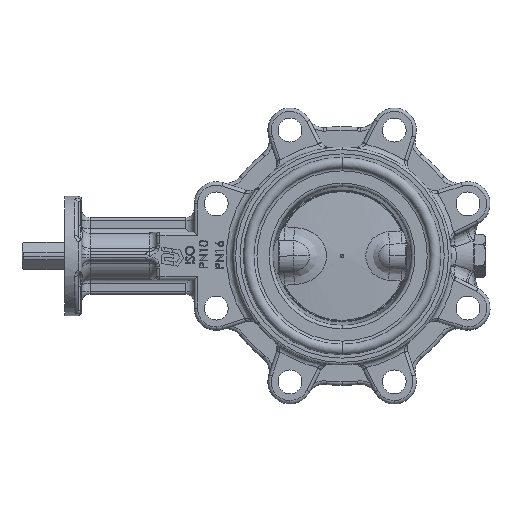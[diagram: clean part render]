
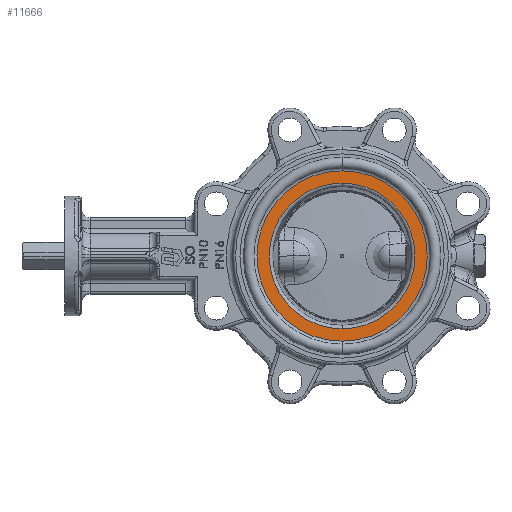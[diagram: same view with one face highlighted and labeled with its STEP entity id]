
A CAD part, left-side view. The second image highlights one B-rep face of the part: STEP entity #11666.
In plain terms, the highlighted planar face has unit normal (-1, 0, 0).
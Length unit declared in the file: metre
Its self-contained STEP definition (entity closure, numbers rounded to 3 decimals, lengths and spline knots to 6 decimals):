
#526 = CARTESIAN_POINT ( 'NONE',  ( -0.023, 0., 0. ) ) ;
#2552 = DIRECTION ( 'NONE',  ( 0., 0., 1. ) ) ;
#2758 = CIRCLE ( 'NONE', #34076, 0.050007 ) ;
#3107 = CIRCLE ( 'NONE', #80832, 0.04279 ) ;
#7166 = CARTESIAN_POINT ( 'NONE',  ( -0.023, 0., -0.050007 ) ) ;
#9109 = DIRECTION ( 'NONE',  ( 0., 0., 1. ) ) ;
#10000 = ORIENTED_EDGE ( 'NONE', *, *, #54539, .F. ) ;
#11666 = ADVANCED_FACE ( 'NONE', ( #25490, #82880 ), #50964, .F. ) ;
#14465 = VERTEX_POINT ( 'NONE', #54215 ) ;
#18015 = VERTEX_POINT ( 'NONE', #22147 ) ;
#19323 = AXIS2_PLACEMENT_3D ( 'NONE', #80088, #23092, #2552 ) ;
#22147 = CARTESIAN_POINT ( 'NONE',  ( -0.023, 0., 0.04279 ) ) ;
#23092 = DIRECTION ( 'NONE',  ( -1., 0., 0. ) ) ;
#25490 = FACE_BOUND ( 'NONE', #42535, .T. ) ;
#26613 = DIRECTION ( 'NONE',  ( -1., 0., 0. ) ) ;
#31166 = CARTESIAN_POINT ( 'NONE',  ( -0.023, 0., 0. ) ) ;
#34076 = AXIS2_PLACEMENT_3D ( 'NONE', #49944, #67424, #9109 ) ;
#34614 = AXIS2_PLACEMENT_3D ( 'NONE', #47504, #78646, #34740 ) ;
#34740 = DIRECTION ( 'NONE',  ( 0., 0., -1. ) ) ;
#34862 = VERTEX_POINT ( 'NONE', #7166 ) ;
#42535 = EDGE_LOOP ( 'NONE', ( #10000, #66777 ) ) ;
#43364 = CARTESIAN_POINT ( 'NONE',  ( -0.023, 0., 0.050007 ) ) ;
#47504 = CARTESIAN_POINT ( 'NONE',  ( -0.023, -0.050007, 0. ) ) ;
#49944 = CARTESIAN_POINT ( 'NONE',  ( -0.023, 0., 0. ) ) ;
#50082 = VERTEX_POINT ( 'NONE', #43364 ) ;
#50664 = DIRECTION ( 'NONE',  ( -1., 0., 0. ) ) ;
#50964 = PLANE ( 'NONE',  #34614 ) ;
#51971 = EDGE_CURVE ( 'NONE', #50082, #34862, #2758, .T. ) ;
#54215 = CARTESIAN_POINT ( 'NONE',  ( -0.023, 0., -0.04279 ) ) ;
#54539 = EDGE_CURVE ( 'NONE', #18015, #14465, #3107, .T. ) ;
#59108 = ORIENTED_EDGE ( 'NONE', *, *, #79591, .T. ) ;
#62987 = DIRECTION ( 'NONE',  ( 0., 0., 1. ) ) ;
#64052 = CIRCLE ( 'NONE', #19323, 0.050007 ) ;
#66777 = ORIENTED_EDGE ( 'NONE', *, *, #80393, .F. ) ;
#67424 = DIRECTION ( 'NONE',  ( -1., 0., 0. ) ) ;
#78259 = EDGE_LOOP ( 'NONE', ( #79427, #59108 ) ) ;
#78646 = DIRECTION ( 'NONE',  ( 1., 0., 0. ) ) ;
#79170 = AXIS2_PLACEMENT_3D ( 'NONE', #31166, #50664, #62987 ) ;
#79427 = ORIENTED_EDGE ( 'NONE', *, *, #51971, .T. ) ;
#79591 = EDGE_CURVE ( 'NONE', #34862, #50082, #64052, .T. ) ;
#80088 = CARTESIAN_POINT ( 'NONE',  ( -0.023, 0., 0. ) ) ;
#80134 = DIRECTION ( 'NONE',  ( 0., 0., 1. ) ) ;
#80393 = EDGE_CURVE ( 'NONE', #14465, #18015, #83211, .T. ) ;
#80832 = AXIS2_PLACEMENT_3D ( 'NONE', #526, #26613, #80134 ) ;
#82880 = FACE_OUTER_BOUND ( 'NONE', #78259, .T. ) ;
#83211 = CIRCLE ( 'NONE', #79170, 0.04279 ) ;
